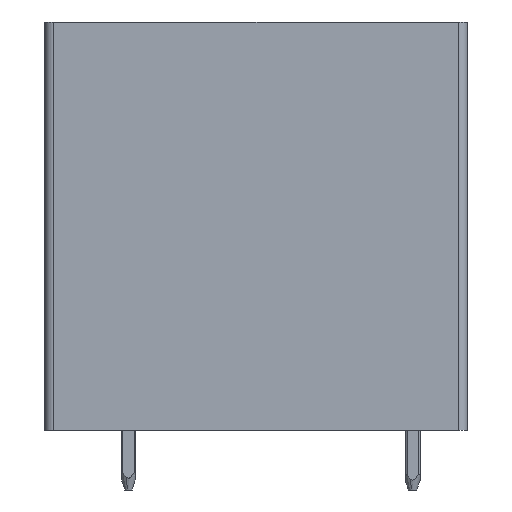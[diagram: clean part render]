
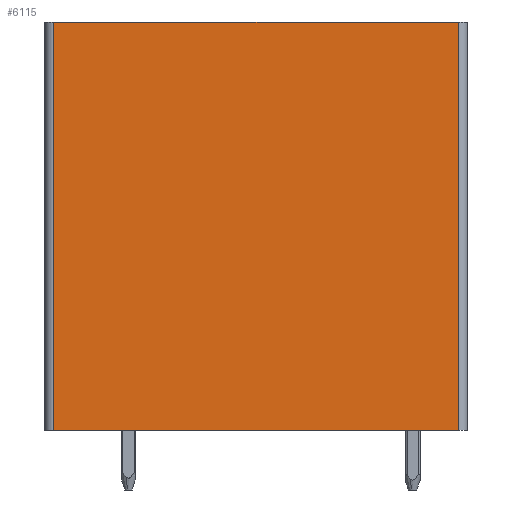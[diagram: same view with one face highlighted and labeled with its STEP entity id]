
A CAD part, left-side view. The second image highlights one B-rep face of the part: STEP entity #6115.
In plain terms, the highlighted planar face has unit normal (-1, 0, 0).
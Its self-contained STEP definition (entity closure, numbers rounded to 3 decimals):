
#6102=AXIS2_PLACEMENT_3D('Plane Axis2P3D',#6099,#6100,#6101) ;
#4058=CARTESIAN_POINT('Vertex',(0.,22.2,25.1)) ;
#4061=CARTESIAN_POINT('Line Origine',(0.,11.35,25.1)) ;
#4065=CARTESIAN_POINT('Vertex',(0.,0.5,25.1)) ;
#6049=CARTESIAN_POINT('Line Origine',(0.,0.5,14.15)) ;
#6053=CARTESIAN_POINT('Vertex',(0.,0.5,3.2)) ;
#6084=CARTESIAN_POINT('Vertex',(0.,22.2,3.2)) ;
#6087=CARTESIAN_POINT('Line Origine',(0.,22.2,14.15)) ;
#6099=CARTESIAN_POINT('Axis2P3D Location',(0.,0.,0.)) ;
#6104=CARTESIAN_POINT('Line Origine',(0.,11.35,3.2)) ;
#4062=DIRECTION('Vector Direction',(0.,-1.,0.)) ;
#6050=DIRECTION('Vector Direction',(0.,0.,1.)) ;
#6088=DIRECTION('Vector Direction',(0.,0.,1.)) ;
#6100=DIRECTION('Axis2P3D Direction',(-1.,0.,0.)) ;
#6101=DIRECTION('Axis2P3D XDirection',(0.,0.,1.)) ;
#6105=DIRECTION('Vector Direction',(0.,-1.,0.)) ;
#4063=VECTOR('Line Direction',#4062,1.) ;
#6051=VECTOR('Line Direction',#6050,1.) ;
#6089=VECTOR('Line Direction',#6088,1.) ;
#6106=VECTOR('Line Direction',#6105,1.) ;
#6110=ORIENTED_EDGE('',*,*,#4067,.T.) ;
#6111=ORIENTED_EDGE('',*,*,#6091,.T.) ;
#6112=ORIENTED_EDGE('',*,*,#6108,.T.) ;
#6113=ORIENTED_EDGE('',*,*,#6055,.T.) ;
#6115=ADVANCED_FACE('HOUSING',(#6114),#6103,.T.) ;
#4067=EDGE_CURVE('',#4066,#4059,#4064,.F.) ;
#6055=EDGE_CURVE('',#6054,#4066,#6052,.T.) ;
#6091=EDGE_CURVE('',#4059,#6085,#6090,.F.) ;
#6108=EDGE_CURVE('',#6085,#6054,#6107,.T.) ;
#6109=EDGE_LOOP('',(#6110,#6111,#6112,#6113)) ;
#6114=FACE_OUTER_BOUND('',#6109,.T.) ;
#4064=LINE('Line',#4061,#4063) ;
#6052=LINE('Line',#6049,#6051) ;
#6090=LINE('Line',#6087,#6089) ;
#6107=LINE('Line',#6104,#6106) ;
#6103=PLANE('',#6102) ;
#4059=VERTEX_POINT('',#4058) ;
#4066=VERTEX_POINT('',#4065) ;
#6054=VERTEX_POINT('',#6053) ;
#6085=VERTEX_POINT('',#6084) ;
